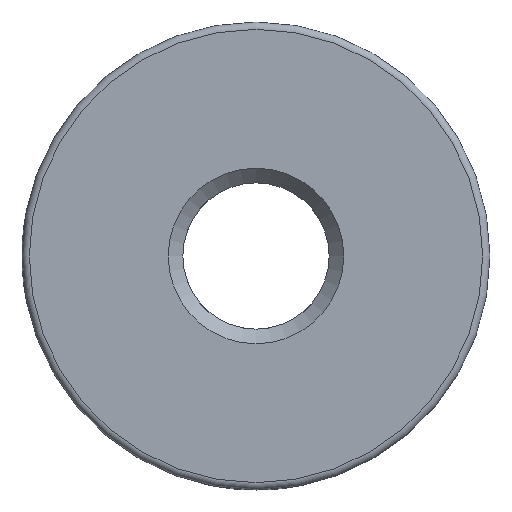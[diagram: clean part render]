
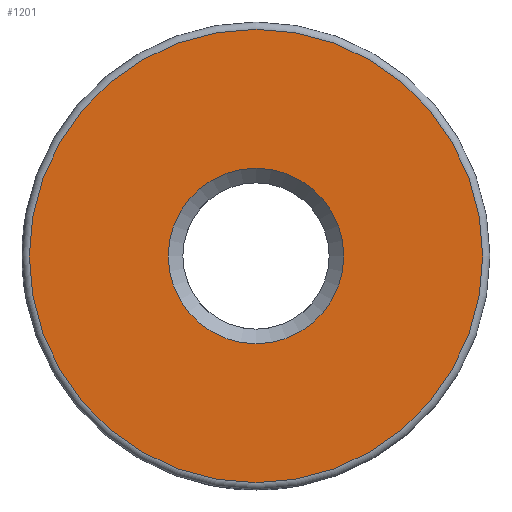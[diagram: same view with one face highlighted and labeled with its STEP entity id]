
A CAD part, left-side view. The second image highlights one B-rep face of the part: STEP entity #1201.
In plain terms, the highlighted planar face has unit normal (-1, 0, 0).
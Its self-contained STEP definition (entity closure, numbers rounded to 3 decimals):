
#1201=ADVANCED_FACE('',(#2180,#2182),#2184,.T.);
#2180=FACE_BOUND('',#2181,.T.);
#2181=EDGE_LOOP('',(#2993));
#2182=FACE_BOUND('',#2183,.T.);
#2183=EDGE_LOOP('',(#2994));
#2184=PLANE('',#2185);
#2185=AXIS2_PLACEMENT_3D('',#2186,#2187,#2188);
#2186=CARTESIAN_POINT('',(-8.,0.,0.));
#2187=DIRECTION('',(-1.,0.,-0.));
#2188=DIRECTION('',(0.,1.,0.));
#2993=ORIENTED_EDGE('',*,*,#3386,.F.);
#2994=ORIENTED_EDGE('',*,*,#3387,.T.);
#3386=EDGE_CURVE('',#4018,#4018,#4019,.T.);
#3387=EDGE_CURVE('',#4020,#4020,#4021,.T.);
#4018=VERTEX_POINT('',#5919);
#4019=CIRCLE('',#5920,7.75);
#4020=VERTEX_POINT('',#5924);
#4021=CIRCLE('',#5925,3.);
#5919=CARTESIAN_POINT('',(-8.,7.75,0.));
#5920=AXIS2_PLACEMENT_3D('',#5921,#5922,#5923);
#5921=CARTESIAN_POINT('',(-8.,0.,0.));
#5922=DIRECTION('',(1.,0.,0.));
#5923=DIRECTION('',(0.,1.,0.));
#5924=CARTESIAN_POINT('',(-8.,3.,0.));
#5925=AXIS2_PLACEMENT_3D('',#5926,#5927,#5928);
#5926=CARTESIAN_POINT('',(-8.,0.,0.));
#5927=DIRECTION('',(1.,0.,0.));
#5928=DIRECTION('',(0.,1.,0.));
